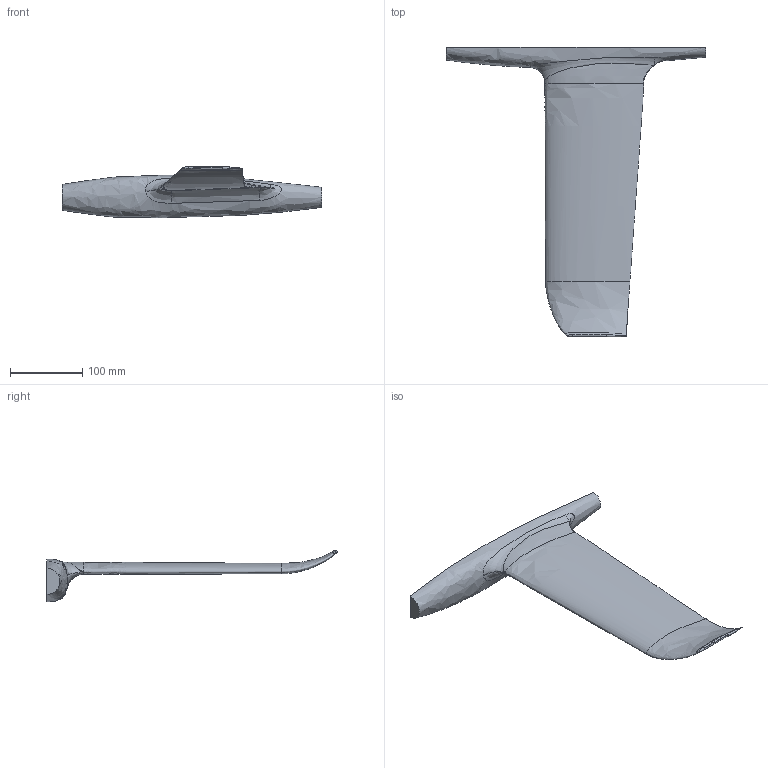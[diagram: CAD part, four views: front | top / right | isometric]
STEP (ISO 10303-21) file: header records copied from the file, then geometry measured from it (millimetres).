
FILE_DESCRIPTION(/* description */ (''),/* implementation_level */ '2;1');
FILE_NAME(/* name */ 'P_Fuselage.stp',/* time_stamp */ '2025-09-02T10:41:37+02:00',/* author */ ('FAL'),/* organization */ (''),/* preprocessor_version */ 'ST-DEVELOPER v20.1',/* originating_system */ 'Autodesk Inventor 2026',/* authorisation */ '');
FILE_SCHEMA (('AUTOMOTIVE_DESIGN { 1 0 10303 214 3 1 1 }'));
Length unit declared in the file: millimetre
Products named in the file (1): P_Fuselage02
Bounding box: 360 x 402.28 x 71.67 mm (x, y, z)
Volume: 841880.3 mm3; surface area: 141942.4 mm2
Topology: 1 solids, 1 shells, 19 faces, 59 edges, 41 vertices
Faces by surface type: bspline 15, plane 4
Entity records: 17101 total; most frequent: CARTESIAN_POINT 16653, ORIENTED_EDGE 114, EDGE_CURVE 57, B_SPLINE_CURVE_WITH_KNOTS 46, VERTEX_POINT 41, DIRECTION 29, EDGE_LOOP 20, FACE_OUTER_BOUND 19
